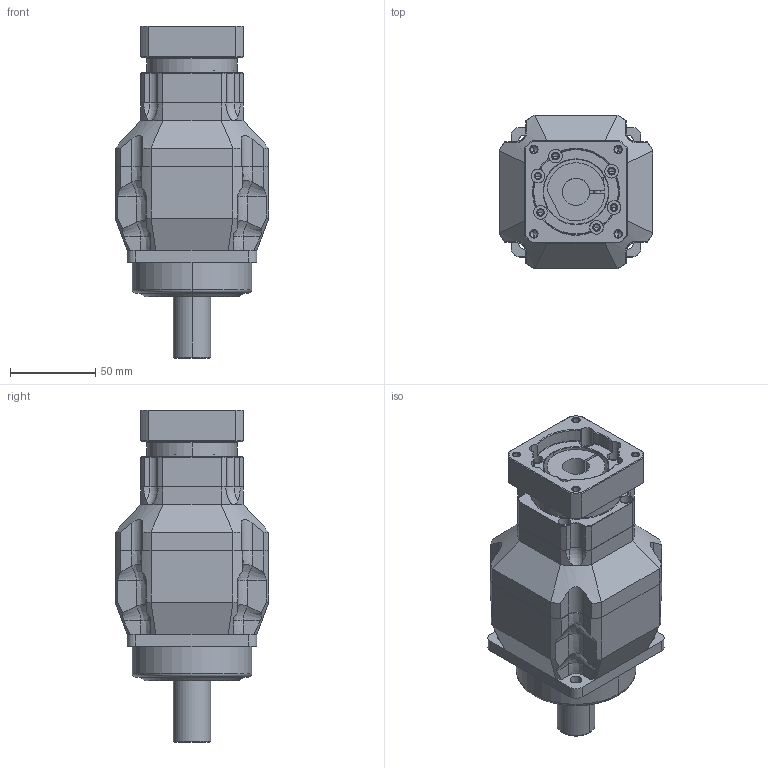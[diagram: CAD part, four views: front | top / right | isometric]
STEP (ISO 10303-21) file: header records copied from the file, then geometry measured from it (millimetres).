
FILE_DESCRIPTION((''),'2;1');
FILE_NAME('AF0752-P0403200503_ASM','2008-09-18T',('d00080'),(''),'PRO/ENGINEER BY PARAMETRIC TECHNOLOGY CORPORATION, 2006170','PRO/ENGINEER BY PARAMETRIC TECHNOLOGY CORPORATION, 2006170','');
FILE_SCHEMA(('CONFIG_CONTROL_DESIGN'));
Length unit declared in the file: millimetre
Products named in the file (5): AF0752; AB0902-1; P1301200001; P0403200503; AF0752-P0403200503_ASM
Assembly tree (4 placements, depth 2):
  AF0752-P0403200503_ASM
    AF0752
    AB0902-1
    P1301200001
    P0403200503
Bounding box: 90 x 90 x 194.5 mm (x, y, z)
Volume: 717261.2 mm3; surface area: 98336.6 mm2
Topology: 4 solids, 16 shells, 566 faces, 1367 edges, 825 vertices
Faces by surface type: cylinder 209, plane 139, cone 104, torus 66, bspline 48
Entity records: 19947 total; most frequent: CARTESIAN_POINT 6680, DIRECTION 2857, ORIENTED_EDGE 2640, EDGE_CURVE 1345, AXIS2_PLACEMENT_3D 1154, VERTEX_POINT 825, EDGE_LOOP 640, CIRCLE 621
